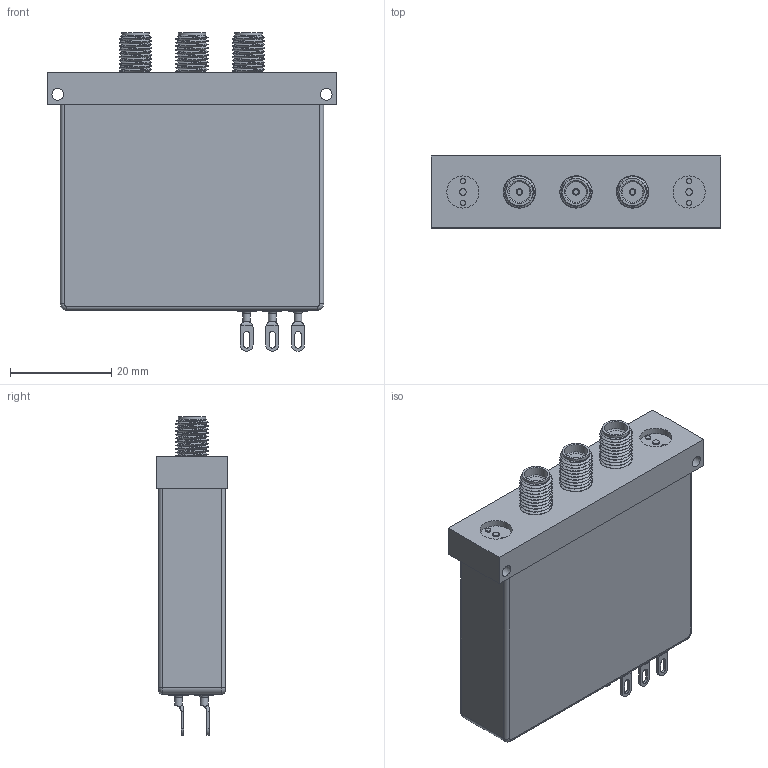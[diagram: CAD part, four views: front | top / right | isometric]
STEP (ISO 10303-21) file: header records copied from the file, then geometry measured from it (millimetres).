
FILE_DESCRIPTION (( 'STEP AP203' ), '1' );
FILE_NAME ('PE71S6406_3D.step', '2020-08-18T20:28:33', ( '' ), ( '' ), 'SwSTEP 2.0', 'SolidWorks 2018', '' );
FILE_SCHEMA (( 'CONFIG_CONTROL_DESIGN' ));
Products named in the file (1): PE71S6406_3D
Bounding box: 57.15 x 14.22 x 62.99 mm (x, y, z)
Volume: 33592 mm3; surface area: 9276.8 mm2
Topology: 7 solids, 7 shells, 1151 faces, 3025 edges, 2000 vertices
Faces by surface type: plane 646, bspline 324, cylinder 165, torus 10, cone 6
Full cylindrical faces by diameter (mm): 0.387 x1, 0.397 x1, 0.762 x6, 1.016 x7, 1.27 x5, 1.524 x6, 2.286 x2, 3.759 x6, 4.572 x3, 5.385 x3, 6.35 x2
Entity records: 54345 total; most frequent: CARTESIAN_POINT 28261, ORIENTED_EDGE 5888, DIRECTION 4205, EDGE_CURVE 2944, VERTEX_POINT 1985, VECTOR 1923, LINE 1923, EDGE_LOOP 1345
